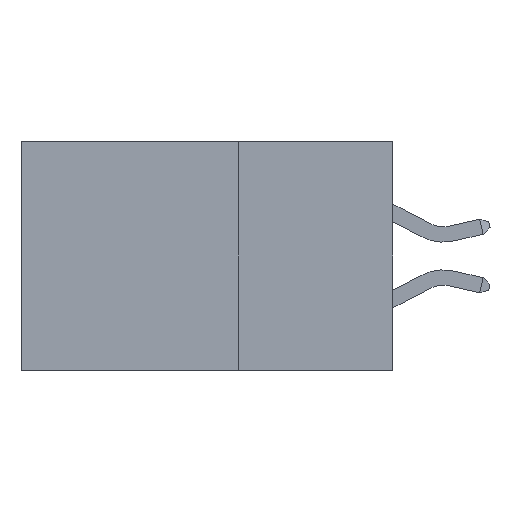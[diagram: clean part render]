
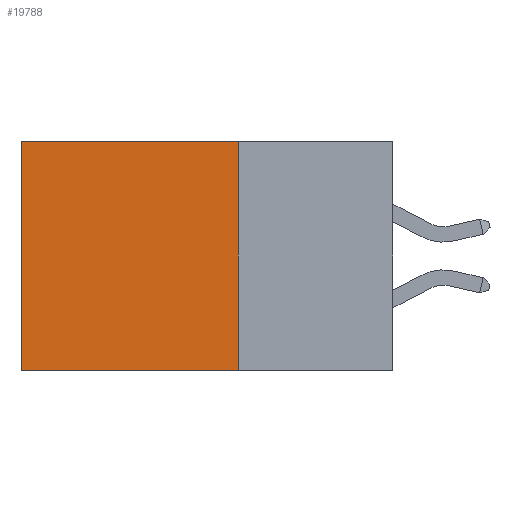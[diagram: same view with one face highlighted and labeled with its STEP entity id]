
A CAD part, left-side view. The second image highlights one B-rep face of the part: STEP entity #19788.
In plain terms, the highlighted planar face has unit normal (-1, 0, 0).
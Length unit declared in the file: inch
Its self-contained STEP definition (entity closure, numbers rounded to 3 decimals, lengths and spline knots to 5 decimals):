
#427 = VERTEX_POINT ( 'NONE', #20087 ) ;
#1814 = VECTOR ( 'NONE', #19210, 39.37008 ) ;
#1816 = LINE ( 'NONE', #21115, #23676 ) ;
#2523 = CARTESIAN_POINT ( 'NONE',  ( 0.2875, 0.25, 0. ) ) ;
#3034 = DIRECTION ( 'NONE',  ( 0., 0., -1. ) ) ;
#3878 = CARTESIAN_POINT ( 'NONE',  ( 0.2875, 0.25, -0.37 ) ) ;
#4354 = LINE ( 'NONE', #25935, #26220 ) ;
#4766 = EDGE_CURVE ( 'NONE', #20365, #19276, #23023, .T. ) ;
#4887 = VECTOR ( 'NONE', #3034, 39.37008 ) ;
#5138 = VERTEX_POINT ( 'NONE', #16392 ) ;
#8329 = ORIENTED_EDGE ( 'NONE', *, *, #22653, .T. ) ;
#8986 = DIRECTION ( 'NONE',  ( 1., 0., 0. ) ) ;
#9305 = EDGE_CURVE ( 'NONE', #427, #19276, #1816, .T. ) ;
#10114 = ORIENTED_EDGE ( 'NONE', *, *, #9305, .T. ) ;
#10746 = EDGE_LOOP ( 'NONE', ( #10114, #24028, #20187, #8329 ) ) ;
#11058 = DIRECTION ( 'NONE',  ( 0., 0., -1. ) ) ;
#12509 = LINE ( 'NONE', #15715, #4887 ) ;
#15368 = DIRECTION ( 'NONE',  ( 0., 1., 0. ) ) ;
#15715 = CARTESIAN_POINT ( 'NONE',  ( 0.2875, 0.25, 0. ) ) ;
#16392 = CARTESIAN_POINT ( 'NONE',  ( 0.2875, 0.25, 0. ) ) ;
#18028 = FACE_OUTER_BOUND ( 'NONE', #10746, .T. ) ;
#18807 = EDGE_CURVE ( 'NONE', #5138, #20365, #12509, .T. ) ;
#19210 = DIRECTION ( 'NONE',  ( 0., 1., 0. ) ) ;
#19276 = VERTEX_POINT ( 'NONE', #20877 ) ;
#19788 = ADVANCED_FACE ( 'NONE', ( #18028 ), #25796, .F. ) ;
#20087 = CARTESIAN_POINT ( 'NONE',  ( 0.2875, 0.6, 0. ) ) ;
#20187 = ORIENTED_EDGE ( 'NONE', *, *, #18807, .F. ) ;
#20365 = VERTEX_POINT ( 'NONE', #3878 ) ;
#20877 = CARTESIAN_POINT ( 'NONE',  ( 0.2875, 0.6, -0.37 ) ) ;
#21115 = CARTESIAN_POINT ( 'NONE',  ( 0.2875, 0.6, 0. ) ) ;
#22653 = EDGE_CURVE ( 'NONE', #5138, #427, #4354, .T. ) ;
#23023 = LINE ( 'NONE', #23279, #1814 ) ;
#23152 = AXIS2_PLACEMENT_3D ( 'NONE', #2523, #8986, #11058 ) ;
#23279 = CARTESIAN_POINT ( 'NONE',  ( 0.2875, 0.25, -0.37 ) ) ;
#23676 = VECTOR ( 'NONE', #25370, 39.37008 ) ;
#24028 = ORIENTED_EDGE ( 'NONE', *, *, #4766, .F. ) ;
#25370 = DIRECTION ( 'NONE',  ( 0., 0., -1. ) ) ;
#25796 = PLANE ( 'NONE',  #23152 ) ;
#25935 = CARTESIAN_POINT ( 'NONE',  ( 0.2875, 0.25, 0. ) ) ;
#26220 = VECTOR ( 'NONE', #15368, 39.37008 ) ;
